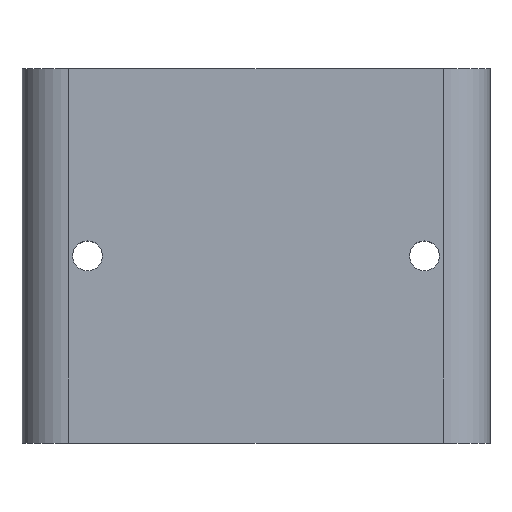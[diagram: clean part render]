
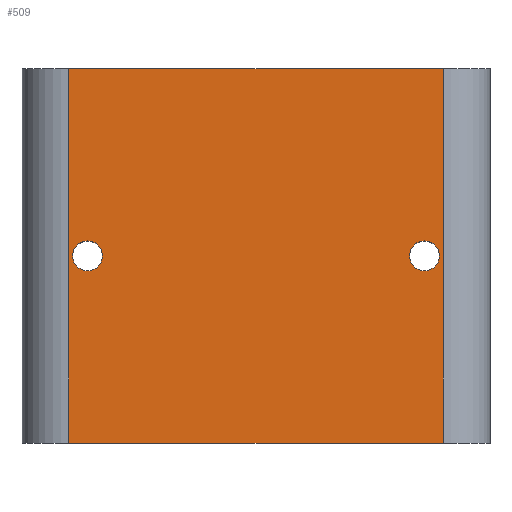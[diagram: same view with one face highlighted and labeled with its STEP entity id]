
A CAD part, top view. The second image highlights one B-rep face of the part: STEP entity #509.
In plain terms, the highlighted planar face has unit normal (0, 0, 1).
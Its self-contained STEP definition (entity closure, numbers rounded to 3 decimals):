
#2 = VERTEX_POINT ( 'NONE', #437 ) ;
#3 = DIRECTION ( 'NONE',  ( 0., 0., 1. ) ) ;
#4 = DIRECTION ( 'NONE',  ( 0., 0., 1. ) ) ;
#10 = DIRECTION ( 'NONE',  ( 1., 0., 0. ) ) ;
#27 = EDGE_CURVE ( 'NONE', #201, #444, #597, .T. ) ;
#36 = ORIENTED_EDGE ( 'NONE', *, *, #457, .T. ) ;
#51 = DIRECTION ( 'NONE',  ( 0., 1., 0. ) ) ;
#56 = EDGE_CURVE ( 'NONE', #490, #363, #577, .T. ) ;
#60 = CARTESIAN_POINT ( 'NONE',  ( 45., 40., 0. ) ) ;
#74 = VECTOR ( 'NONE', #159, 1000. ) ;
#76 = EDGE_CURVE ( 'NONE', #201, #96, #222, .T. ) ;
#96 = VERTEX_POINT ( 'NONE', #209 ) ;
#97 = CIRCLE ( 'NONE', #327, 1.6 ) ;
#110 = CARTESIAN_POINT ( 'NONE',  ( 0., 40., 0. ) ) ;
#130 = EDGE_LOOP ( 'NONE', ( #36, #438, #624, #515 ) ) ;
#147 = DIRECTION ( 'NONE',  ( 1., 0., 0. ) ) ;
#153 = CARTESIAN_POINT ( 'NONE',  ( 41.4, 20., 0. ) ) ;
#159 = DIRECTION ( 'NONE',  ( 0., -1., 0. ) ) ;
#160 = DIRECTION ( 'NONE',  ( -1., 0., 0. ) ) ;
#161 = CIRCLE ( 'NONE', #193, 1.6 ) ;
#187 = VECTOR ( 'NONE', #376, 1000. ) ;
#188 = CARTESIAN_POINT ( 'NONE',  ( 7., 20., 0. ) ) ;
#193 = AXIS2_PLACEMENT_3D ( 'NONE', #555, #3, #210 ) ;
#201 = VERTEX_POINT ( 'NONE', #230 ) ;
#202 = CARTESIAN_POINT ( 'NONE',  ( 0., 0., 0. ) ) ;
#209 = CARTESIAN_POINT ( 'NONE',  ( 5., 0., 0. ) ) ;
#210 = DIRECTION ( 'NONE',  ( 1., 0., 0. ) ) ;
#222 = LINE ( 'NONE', #585, #74 ) ;
#230 = CARTESIAN_POINT ( 'NONE',  ( 5., 40., 0. ) ) ;
#237 = DIRECTION ( 'NONE',  ( 1., 0., 0. ) ) ;
#243 = DIRECTION ( 'NONE',  ( 0., 0., 1. ) ) ;
#246 = EDGE_LOOP ( 'NONE', ( #255, #673 ) ) ;
#251 = DIRECTION ( 'NONE',  ( 1., 0., 0. ) ) ;
#255 = ORIENTED_EDGE ( 'NONE', *, *, #286, .F. ) ;
#278 = ORIENTED_EDGE ( 'NONE', *, *, #527, .F. ) ;
#286 = EDGE_CURVE ( 'NONE', #287, #468, #414, .T. ) ;
#287 = VERTEX_POINT ( 'NONE', #459 ) ;
#296 = DIRECTION ( 'NONE',  ( 0., 0., 1. ) ) ;
#299 = CARTESIAN_POINT ( 'NONE',  ( 43., 20., 0. ) ) ;
#307 = LINE ( 'NONE', #60, #573 ) ;
#311 = FACE_OUTER_BOUND ( 'NONE', #130, .T. ) ;
#313 = DIRECTION ( 'NONE',  ( 0., 0., -1. ) ) ;
#317 = CARTESIAN_POINT ( 'NONE',  ( 7., 20., 0. ) ) ;
#318 = PLANE ( 'NONE',  #452 ) ;
#327 = AXIS2_PLACEMENT_3D ( 'NONE', #188, #243, #237 ) ;
#363 = VERTEX_POINT ( 'NONE', #442 ) ;
#376 = DIRECTION ( 'NONE',  ( 1., 0., 0. ) ) ;
#411 = CARTESIAN_POINT ( 'NONE',  ( 45., 40., 0. ) ) ;
#412 = EDGE_CURVE ( 'NONE', #2, #444, #307, .T. ) ;
#414 = CIRCLE ( 'NONE', #610, 1.6 ) ;
#433 = CARTESIAN_POINT ( 'NONE',  ( 0., 40., 0. ) ) ;
#437 = CARTESIAN_POINT ( 'NONE',  ( 45., 0., 0. ) ) ;
#438 = ORIENTED_EDGE ( 'NONE', *, *, #412, .T. ) ;
#440 = VECTOR ( 'NONE', #251, 1000. ) ;
#442 = CARTESIAN_POINT ( 'NONE',  ( 8.6, 20., 0. ) ) ;
#444 = VERTEX_POINT ( 'NONE', #411 ) ;
#452 = AXIS2_PLACEMENT_3D ( 'NONE', #110, #313, #160 ) ;
#457 = EDGE_CURVE ( 'NONE', #96, #2, #466, .T. ) ;
#459 = CARTESIAN_POINT ( 'NONE',  ( 44.6, 20., 0. ) ) ;
#460 = FACE_BOUND ( 'NONE', #510, .T. ) ;
#466 = LINE ( 'NONE', #202, #440 ) ;
#468 = VERTEX_POINT ( 'NONE', #153 ) ;
#490 = VERTEX_POINT ( 'NONE', #589 ) ;
#494 = FACE_BOUND ( 'NONE', #246, .T. ) ;
#495 = ORIENTED_EDGE ( 'NONE', *, *, #56, .F. ) ;
#509 = ADVANCED_FACE ( 'NONE', ( #460, #494, #311 ), #318, .F. ) ;
#510 = EDGE_LOOP ( 'NONE', ( #278, #495 ) ) ;
#515 = ORIENTED_EDGE ( 'NONE', *, *, #76, .T. ) ;
#527 = EDGE_CURVE ( 'NONE', #363, #490, #97, .T. ) ;
#555 = CARTESIAN_POINT ( 'NONE',  ( 43., 20., 0. ) ) ;
#573 = VECTOR ( 'NONE', #51, 1000. ) ;
#577 = CIRCLE ( 'NONE', #654, 1.6 ) ;
#585 = CARTESIAN_POINT ( 'NONE',  ( 5., 40., 0. ) ) ;
#589 = CARTESIAN_POINT ( 'NONE',  ( 5.4, 20., 0. ) ) ;
#597 = LINE ( 'NONE', #433, #187 ) ;
#610 = AXIS2_PLACEMENT_3D ( 'NONE', #299, #296, #147 ) ;
#624 = ORIENTED_EDGE ( 'NONE', *, *, #27, .F. ) ;
#631 = EDGE_CURVE ( 'NONE', #468, #287, #161, .T. ) ;
#654 = AXIS2_PLACEMENT_3D ( 'NONE', #317, #4, #10 ) ;
#673 = ORIENTED_EDGE ( 'NONE', *, *, #631, .F. ) ;
